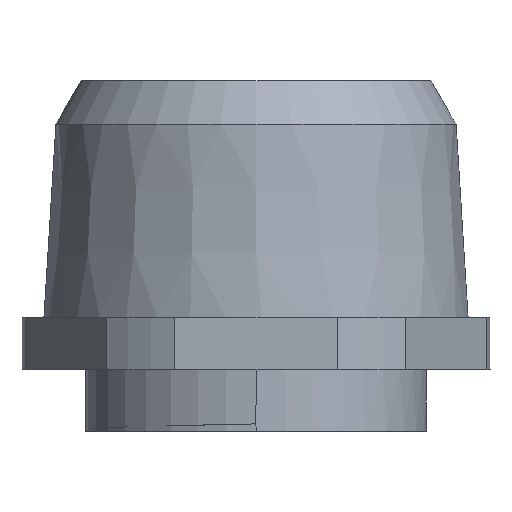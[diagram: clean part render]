
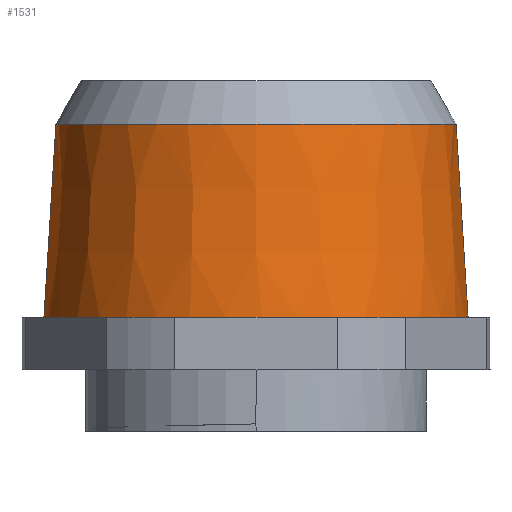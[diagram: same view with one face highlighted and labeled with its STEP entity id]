
A CAD part, left-side view. The second image highlights one B-rep face of the part: STEP entity #1531.
In plain terms, the highlighted conical face has half-angle 3.541 degrees and reference radius 14.092 mm.
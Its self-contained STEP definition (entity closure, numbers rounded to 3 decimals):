
#1518=AXIS2_PLACEMENT_3D('Cone Axis2P3D',#1515,#1516,#1517) ;
#1522=AXIS2_PLACEMENT_3D('Circle Axis2P3D',#1520,#1521,$) ;
#1315=CARTESIAN_POINT('Vertex',(15.,1.5,7.8)) ;
#1319=CARTESIAN_POINT('Control Point',(15.,1.5,7.8)) ;
#1320=CARTESIAN_POINT('Control Point',(13.508,1.5,7.8)) ;
#1321=CARTESIAN_POINT('Control Point',(12.015,1.692,7.8)) ;
#1322=CARTESIAN_POINT('Control Point',(10.556,2.076,7.8)) ;
#1323=CARTESIAN_POINT('Control Point',(7.769,3.211,7.8)) ;
#1324=CARTESIAN_POINT('Control Point',(5.36,5.014,7.8)) ;
#1325=CARTESIAN_POINT('Control Point',(4.278,6.067,7.8)) ;
#1326=CARTESIAN_POINT('Control Point',(2.41,8.426,7.8)) ;
#1327=CARTESIAN_POINT('Control Point',(1.201,11.182,7.8)) ;
#1328=CARTESIAN_POINT('Control Point',(0.778,12.631,7.8)) ;
#1329=CARTESIAN_POINT('Control Point',(0.313,15.604,7.8)) ;
#1330=CARTESIAN_POINT('Control Point',(0.617,18.598,7.8)) ;
#1331=CARTESIAN_POINT('Control Point',(0.961,20.067,7.8)) ;
#1332=CARTESIAN_POINT('Control Point',(2.021,22.884,7.8)) ;
#1333=CARTESIAN_POINT('Control Point',(3.758,25.341,7.8)) ;
#1334=CARTESIAN_POINT('Control Point',(4.781,26.45,7.8)) ;
#1335=CARTESIAN_POINT('Control Point',(7.09,28.381,7.8)) ;
#1336=CARTESIAN_POINT('Control Point',(9.812,29.664,7.8)) ;
#1337=CARTESIAN_POINT('Control Point',(11.248,30.126,7.8)) ;
#1338=CARTESIAN_POINT('Control Point',(12.883,30.427,7.8)) ;
#1339=CARTESIAN_POINT('Control Point',(14.531,30.494,7.8)) ;
#1340=CARTESIAN_POINT('Control Point',(14.687,30.498,7.8)) ;
#1341=CARTESIAN_POINT('Control Point',(14.844,30.5,7.8)) ;
#1342=CARTESIAN_POINT('Control Point',(15.,30.5,7.8)) ;
#1343=CARTESIAN_POINT('Vertex',(15.,30.5,7.8)) ;
#1397=CARTESIAN_POINT('Line Origine',(15.,-30872.569,-498917.16)) ;
#1401=CARTESIAN_POINT('Vertex',(15.,2.317,21.)) ;
#1409=CARTESIAN_POINT('Line Origine',(15.,30904.569,-498917.16)) ;
#1413=CARTESIAN_POINT('Vertex',(15.,29.683,21.)) ;
#1515=CARTESIAN_POINT('Axis2P3D Location',(15.,16.,14.4)) ;
#1520=CARTESIAN_POINT('Axis2P3D Location',(15.,16.,21.)) ;
#1398=DIRECTION('Vector Direction',(0.,-0.062,-0.998)) ;
#1410=DIRECTION('Vector Direction',(0.,0.062,-0.998)) ;
#1516=DIRECTION('Axis2P3D Direction',(0.,0.,-1.)) ;
#1517=DIRECTION('Axis2P3D XDirection',(0.,-1.,0.)) ;
#1521=DIRECTION('Axis2P3D Direction',(0.,0.,-1.)) ;
#1399=VECTOR('Line Direction',#1398,1.) ;
#1411=VECTOR('Line Direction',#1410,1.) ;
#1526=ORIENTED_EDGE('',*,*,#1415,.F.) ;
#1527=ORIENTED_EDGE('',*,*,#1345,.F.) ;
#1528=ORIENTED_EDGE('',*,*,#1403,.F.) ;
#1529=ORIENTED_EDGE('',*,*,#1524,.T.) ;
#1531=ADVANCED_FACE('Volumenk\X2\00F6\X0\rper1',(#1530),#1519,.T.) ;
#1318=B_SPLINE_CURVE_WITH_KNOTS('',5,(#1319,#1320,#1321,#1322,#1323,#1324,#1325,#1326,#1327,#1328,#1329,#1330,#1331,#1332,#1333,#1334,#1335,#1336,#1337,#1338,#1339,#1340,#1341,#1342),.UNSPECIFIED.,.F.,.U.,(6,3,3,3,3,3,3,6),(0.,10.581,21.161,31.742,42.322,52.903,63.483,64.592),.UNSPECIFIED.) ;
#1523=CIRCLE('generated circle',#1522,13.683) ;
#1519=CONICAL_SURFACE('Cone',#1518,14.092,0.062) ;
#1345=EDGE_CURVE('',#1316,#1344,#1318,.T.) ;
#1403=EDGE_CURVE('',#1402,#1316,#1400,.T.) ;
#1415=EDGE_CURVE('',#1344,#1414,#1412,.F.) ;
#1524=EDGE_CURVE('',#1402,#1414,#1523,.T.) ;
#1525=EDGE_LOOP('',(#1526,#1527,#1528,#1529)) ;
#1530=FACE_OUTER_BOUND('',#1525,.T.) ;
#1400=LINE('Line',#1397,#1399) ;
#1412=LINE('Line',#1409,#1411) ;
#1316=VERTEX_POINT('',#1315) ;
#1344=VERTEX_POINT('',#1343) ;
#1402=VERTEX_POINT('',#1401) ;
#1414=VERTEX_POINT('',#1413) ;
